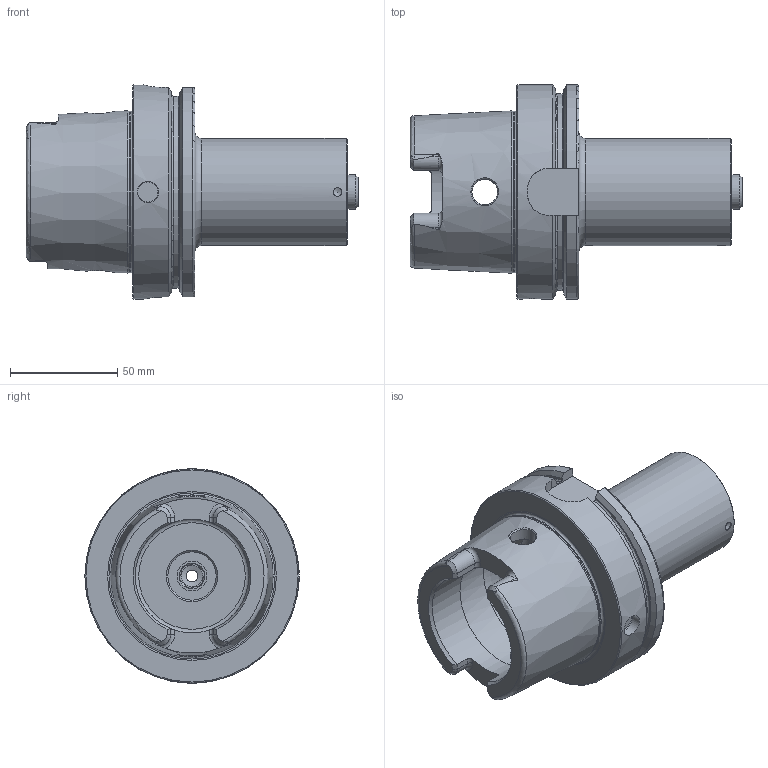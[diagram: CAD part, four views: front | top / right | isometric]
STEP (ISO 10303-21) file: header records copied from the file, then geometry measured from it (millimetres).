
FILE_DESCRIPTION (( 'STEP AP214' ), '1' );
FILE_NAME ('HA0.PS5.K01.100.STEP', '2026-01-28T14:14:36', ( '' ), ( '' ), 'SwSTEP 2.0', 'SolidWorks 2022', '' );
FILE_SCHEMA (( 'AUTOMOTIVE_DESIGN' ));
Length unit declared in the file: millimetre
Products named in the file (4): HA0.PS5.K01.100; PS5-ER1.K01.070_B_gewinde; HA0-PS5.K01.100_A_Fertigbearbeitung; PS5-ER2.001.017_B
Assembly tree (3 placements, depth 2):
  HA0.PS5.K01.100
    HA0-PS5.K01.100_A_Fertigbearbeitung
    PS5-ER2.001.017_B
    PS5-ER1.K01.070_B_gewinde
Bounding box: 154.95 x 100 x 100 mm (x, y, z)
Volume: 365206.6 mm3; surface area: 74616.9 mm2
Topology: 3 solids, 3 shells, 202 faces, 506 edges, 313 vertices
Faces by surface type: cylinder 62, plane 61, cone 42, torus 35, bspline 2
Full cylindrical faces by diameter (mm): 4 x1, 5.5 x2, 10 x2, 12 x2, 14 x1, 16 x1, 16.4 x1, 21.5 x1, 21.6 x1, 22.5 x2, 24 x1, 25.4 x1, 26 x1, 39.2 x1, 50 x1, 53 x2, 63 x1, 75.265 x1, 100 x1
Entity records: 7731 total; most frequent: CARTESIAN_POINT 2754, DIRECTION 937, ORIENTED_EDGE 850, EDGE_CURVE 425, AXIS2_PLACEMENT_3D 402, VERTEX_POINT 293, EDGE_LOOP 276, FACE_OUTER_BOUND 241
